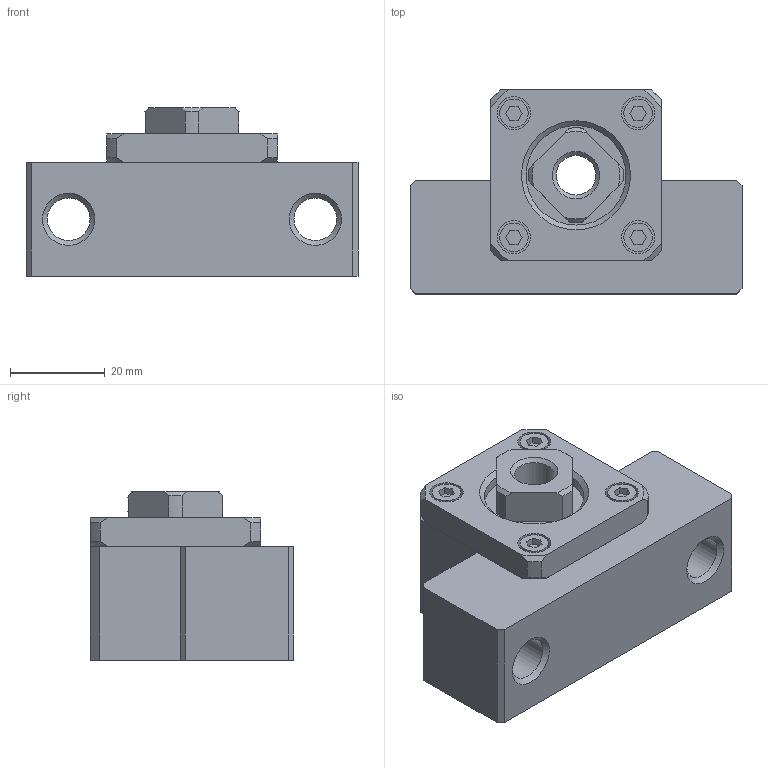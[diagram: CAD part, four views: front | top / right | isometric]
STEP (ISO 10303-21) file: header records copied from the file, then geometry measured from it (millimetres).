
FILE_DESCRIPTION( ( 'STEP AP203' ), ' ' );
FILE_NAME( 'EK_10Yes.stp', '2018-02-07T14:29:11', ( '' ), ( '' ), ' ', 'PARTsolutions', ' ' );
FILE_SCHEMA( ( 'CONFIG_CONTROL_DESIGN' ) );
Length unit declared in the file: millimetre
Products named in the file (3): EK 10Yes; _EK 10; _EK 10collar
Assembly tree (2 placements, depth 2):
  EK 10Yes
    _EK 10
    _EK 10collar
Bounding box: 70 x 43 x 35.5 mm (x, y, z)
Volume: 59247.6 mm3; surface area: 15037.9 mm2
Topology: 2 solids, 3 shells, 143 faces, 340 edges, 224 vertices
Faces by surface type: plane 88, cylinder 31, cone 23, torus 1
Full cylindrical faces by diameter (mm): 3 x2, 6 x4, 7 x4, 8.376 x1, 9 x2, 10 x2, 12 x1, 14 x1, 14.5 x2, 21 x2, 21.1 x1
Entity records: 4138 total; most frequent: CARTESIAN_POINT 822, DIRECTION 650, ORIENTED_EDGE 616, EDGE_CURVE 308, AXIS2_PLACEMENT_3D 238, VERTEX_POINT 222, EDGE_LOOP 202, LINE 174
